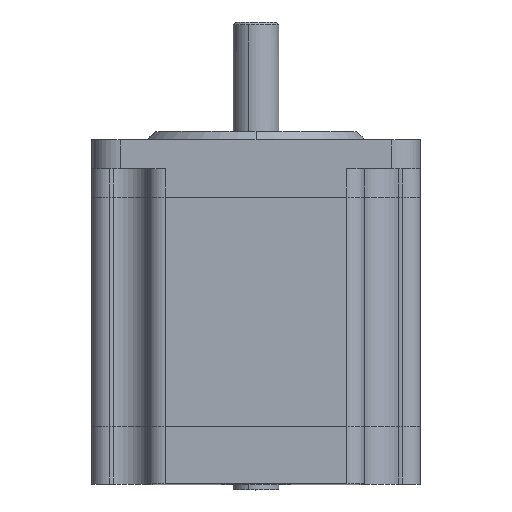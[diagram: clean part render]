
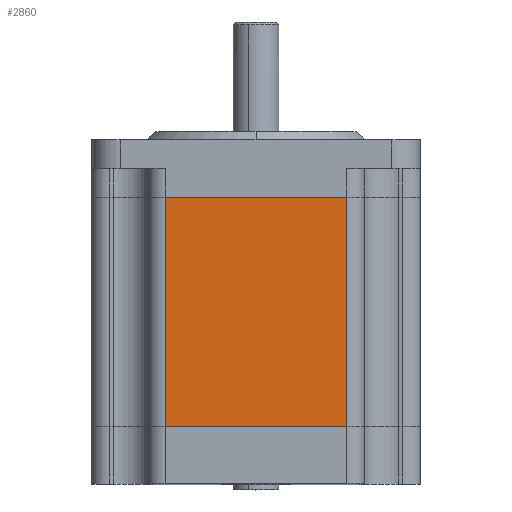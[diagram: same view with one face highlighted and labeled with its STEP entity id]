
A CAD part, top view. The second image highlights one B-rep face of the part: STEP entity #2860.
In plain terms, the highlighted planar face has unit normal (0, 0, 1).
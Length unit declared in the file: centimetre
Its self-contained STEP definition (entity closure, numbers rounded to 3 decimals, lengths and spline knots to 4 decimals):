
#260 = PLANE ( 'NONE',  #5954 ) ;
#335 = ORIENTED_EDGE ( 'NONE', *, *, #5259, .F. ) ;
#380 = VERTEX_POINT ( 'NONE', #1921 ) ;
#534 = VERTEX_POINT ( 'NONE', #1612 ) ;
#554 = VERTEX_POINT ( 'NONE', #4057 ) ;
#674 = DIRECTION ( 'NONE',  ( -1., 0., 0. ) ) ;
#853 = CARTESIAN_POINT ( 'NONE',  ( -1.5854, 3., 2.86 ) ) ;
#1162 = CARTESIAN_POINT ( 'NONE',  ( -1.5854, 2., 2.86 ) ) ;
#1222 = EDGE_LOOP ( 'NONE', ( #4757, #4644, #4724, #335 ) ) ;
#1312 = CARTESIAN_POINT ( 'NONE',  ( 2.86, -2., 2.86 ) ) ;
#1332 = LINE ( 'NONE', #1312, #2856 ) ;
#1612 = CARTESIAN_POINT ( 'NONE',  ( -1.5854, -2., 2.86 ) ) ;
#1921 = CARTESIAN_POINT ( 'NONE',  ( 1.5854, 2., 2.86 ) ) ;
#2159 = CARTESIAN_POINT ( 'NONE',  ( 2.86, 3., 2.86 ) ) ;
#2305 = VERTEX_POINT ( 'NONE', #1162 ) ;
#2306 = DIRECTION ( 'NONE',  ( -1., 0., 0. ) ) ;
#2615 = DIRECTION ( 'NONE',  ( -1., 0., 0. ) ) ;
#2664 = CARTESIAN_POINT ( 'NONE',  ( 2.86, 2., 2.86 ) ) ;
#2856 = VECTOR ( 'NONE', #2306, 100. ) ;
#2860 = ADVANCED_FACE ( 'NONE', ( #3387 ), #260, .F. ) ;
#2998 = EDGE_CURVE ( 'NONE', #2305, #534, #3234, .T. ) ;
#3071 = DIRECTION ( 'NONE',  ( 0., 0., -1. ) ) ;
#3234 = LINE ( 'NONE', #853, #5566 ) ;
#3387 = FACE_OUTER_BOUND ( 'NONE', #1222, .T. ) ;
#3608 = VECTOR ( 'NONE', #674, 100. ) ;
#3824 = LINE ( 'NONE', #3986, #5045 ) ;
#3986 = CARTESIAN_POINT ( 'NONE',  ( 1.5854, 3., 2.86 ) ) ;
#4057 = CARTESIAN_POINT ( 'NONE',  ( 1.5854, -2., 2.86 ) ) ;
#4121 = DIRECTION ( 'NONE',  ( 0., -1., 0. ) ) ;
#4190 = EDGE_CURVE ( 'NONE', #380, #2305, #6015, .T. ) ;
#4644 = ORIENTED_EDGE ( 'NONE', *, *, #4190, .T. ) ;
#4724 = ORIENTED_EDGE ( 'NONE', *, *, #2998, .T. ) ;
#4757 = ORIENTED_EDGE ( 'NONE', *, *, #5063, .F. ) ;
#5045 = VECTOR ( 'NONE', #5481, 100. ) ;
#5063 = EDGE_CURVE ( 'NONE', #380, #554, #3824, .T. ) ;
#5259 = EDGE_CURVE ( 'NONE', #554, #534, #1332, .T. ) ;
#5481 = DIRECTION ( 'NONE',  ( 0., -1., 0. ) ) ;
#5566 = VECTOR ( 'NONE', #4121, 100. ) ;
#5954 = AXIS2_PLACEMENT_3D ( 'NONE', #2159, #3071, #2615 ) ;
#6015 = LINE ( 'NONE', #2664, #3608 ) ;
